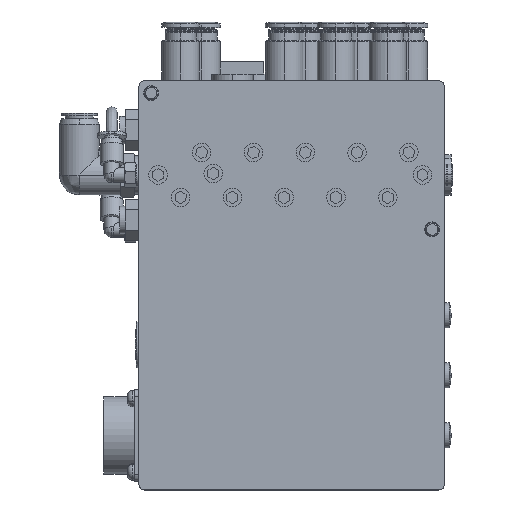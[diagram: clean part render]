
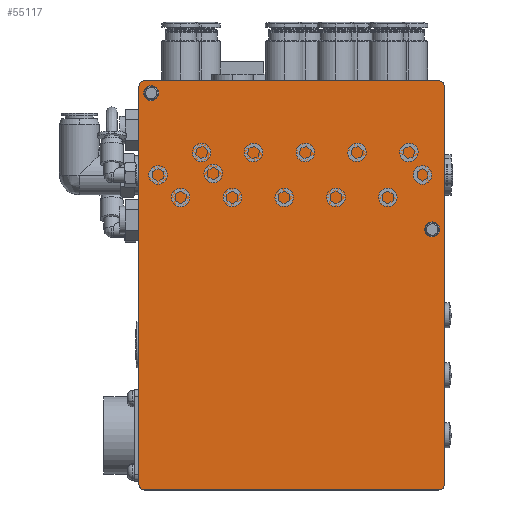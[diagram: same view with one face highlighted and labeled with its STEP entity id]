
A CAD part, top view. The second image highlights one B-rep face of the part: STEP entity #55117.
In plain terms, the highlighted planar face has unit normal (0, 0, 1).
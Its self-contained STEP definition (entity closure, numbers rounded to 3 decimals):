
#879 = AXIS2_PLACEMENT_3D ( 'NONE', #33821, #13046, #34687 ) ;
#1384 = CIRCLE ( 'NONE', #879, 2.75 ) ;
#1474 = VECTOR ( 'NONE', #46285, 1000. ) ;
#2113 = EDGE_CURVE ( 'NONE', #70117, #64750, #1384, .T. ) ;
#3772 = EDGE_CURVE ( 'NONE', #57590, #38374, #69935, .T. ) ;
#4015 = AXIS2_PLACEMENT_3D ( 'NONE', #56996, #13060, #35173 ) ;
#4018 = EDGE_CURVE ( 'NONE', #14987, #13355, #17522, .T. ) ;
#4089 = VERTEX_POINT ( 'NONE', #12418 ) ;
#4157 = CARTESIAN_POINT ( 'NONE',  ( 56., 75., 0. ) ) ;
#4401 = DIRECTION ( 'NONE',  ( 0., 1., 0. ) ) ;
#4871 = DIRECTION ( 'NONE',  ( -1., 0., 0. ) ) ;
#5297 = VERTEX_POINT ( 'NONE', #66722 ) ;
#5317 = CARTESIAN_POINT ( 'NONE',  ( -54., 75., 0. ) ) ;
#5500 = VECTOR ( 'NONE', #65979, 1000. ) ;
#7282 = CARTESIAN_POINT ( 'NONE',  ( -54., 73., 0. ) ) ;
#7381 = AXIS2_PLACEMENT_3D ( 'NONE', #7282, #67799, #13063 ) ;
#8745 = ORIENTED_EDGE ( 'NONE', *, *, #24544, .T. ) ;
#9529 = FACE_BOUND ( 'NONE', #63282, .T. ) ;
#10380 = EDGE_CURVE ( 'NONE', #4089, #5297, #29915, .T. ) ;
#11436 = DIRECTION ( 'NONE',  ( 0., 0., -1. ) ) ;
#12130 = EDGE_CURVE ( 'NONE', #13355, #4089, #46074, .T. ) ;
#12418 = CARTESIAN_POINT ( 'NONE',  ( -56., -73., 0. ) ) ;
#12487 = VECTOR ( 'NONE', #4401, 1000. ) ;
#12972 = FACE_BOUND ( 'NONE', #54102, .T. ) ;
#13046 = DIRECTION ( 'NONE',  ( 0., 0., -1. ) ) ;
#13060 = DIRECTION ( 'NONE',  ( 0., 0., 1. ) ) ;
#13063 = DIRECTION ( 'NONE',  ( 1., 0., 0. ) ) ;
#13355 = VERTEX_POINT ( 'NONE', #56914 ) ;
#14987 = VERTEX_POINT ( 'NONE', #5317 ) ;
#15206 = CARTESIAN_POINT ( 'NONE',  ( -54., -73., 0. ) ) ;
#15316 = DIRECTION ( 'NONE',  ( 0., 0., -1. ) ) ;
#16137 = AXIS2_PLACEMENT_3D ( 'NONE', #24779, #35836, #4871 ) ;
#16584 = CARTESIAN_POINT ( 'NONE',  ( 54., 73., 0. ) ) ;
#16659 = CIRCLE ( 'NONE', #29892, 2.75 ) ;
#17522 = CIRCLE ( 'NONE', #7381, 2. ) ;
#18406 = LINE ( 'NONE', #20569, #58823 ) ;
#18516 = CARTESIAN_POINT ( 'NONE',  ( 54., -75., 0. ) ) ;
#18593 = ORIENTED_EDGE ( 'NONE', *, *, #33494, .T. ) ;
#20066 = CARTESIAN_POINT ( 'NONE',  ( -54.25, 70.5, 0. ) ) ;
#20569 = CARTESIAN_POINT ( 'NONE',  ( -56., 75., 0. ) ) ;
#21217 = DIRECTION ( 'NONE',  ( 0., 0., 1. ) ) ;
#22116 = DIRECTION ( 'NONE',  ( 1., 0., 0. ) ) ;
#22853 = ORIENTED_EDGE ( 'NONE', *, *, #25397, .T. ) ;
#24492 = EDGE_CURVE ( 'NONE', #34817, #36309, #41737, .T. ) ;
#24544 = EDGE_CURVE ( 'NONE', #44260, #34817, #69186, .T. ) ;
#24779 = CARTESIAN_POINT ( 'NONE',  ( 51.5, 20.5, 0. ) ) ;
#25185 = CARTESIAN_POINT ( 'NONE',  ( 54.25, 20.5, 0. ) ) ;
#25397 = EDGE_CURVE ( 'NONE', #64693, #14987, #18406, .T. ) ;
#26263 = DIRECTION ( 'NONE',  ( 0., 0., 1. ) ) ;
#27502 = CARTESIAN_POINT ( 'NONE',  ( -56., -75., 0. ) ) ;
#29629 = PLANE ( 'NONE',  #4015 ) ;
#29892 = AXIS2_PLACEMENT_3D ( 'NONE', #44387, #11436, #49875 ) ;
#29915 = CIRCLE ( 'NONE', #67067, 2. ) ;
#30622 = AXIS2_PLACEMENT_3D ( 'NONE', #48247, #15316, #53750 ) ;
#31526 = CARTESIAN_POINT ( 'NONE',  ( -56., 75., 0. ) ) ;
#33494 = EDGE_CURVE ( 'NONE', #36309, #64693, #46186, .T. ) ;
#33821 = CARTESIAN_POINT ( 'NONE',  ( -51.5, 70.5, 0. ) ) ;
#34687 = DIRECTION ( 'NONE',  ( -1., 0., 0. ) ) ;
#34817 = VERTEX_POINT ( 'NONE', #36239 ) ;
#35173 = DIRECTION ( 'NONE',  ( 1., 0., 0. ) ) ;
#35301 = ORIENTED_EDGE ( 'NONE', *, *, #4018, .T. ) ;
#35752 = ORIENTED_EDGE ( 'NONE', *, *, #62544, .T. ) ;
#35836 = DIRECTION ( 'NONE',  ( 0., 0., -1. ) ) ;
#36239 = CARTESIAN_POINT ( 'NONE',  ( 56., -73., 0. ) ) ;
#36309 = VERTEX_POINT ( 'NONE', #59535 ) ;
#37347 = DIRECTION ( 'NONE',  ( 1., 0., 0. ) ) ;
#37920 = ORIENTED_EDGE ( 'NONE', *, *, #12130, .T. ) ;
#38374 = VERTEX_POINT ( 'NONE', #65925 ) ;
#38709 = EDGE_LOOP ( 'NONE', ( #50838, #18593, #22853, #35301, #37920, #68129, #35752, #8745 ) ) ;
#41737 = LINE ( 'NONE', #4157, #12487 ) ;
#43098 = CARTESIAN_POINT ( 'NONE',  ( -48.75, 70.5, 0. ) ) ;
#44260 = VERTEX_POINT ( 'NONE', #18516 ) ;
#44387 = CARTESIAN_POINT ( 'NONE',  ( 51.5, 20.5, 0. ) ) ;
#46074 = LINE ( 'NONE', #31526, #1474 ) ;
#46186 = CIRCLE ( 'NONE', #50245, 2. ) ;
#46285 = DIRECTION ( 'NONE',  ( 0., -1., 0. ) ) ;
#48247 = CARTESIAN_POINT ( 'NONE',  ( -51.5, 70.5, 0. ) ) ;
#48437 = AXIS2_PLACEMENT_3D ( 'NONE', #54108, #21217, #59669 ) ;
#49875 = DIRECTION ( 'NONE',  ( -1., 0., 0. ) ) ;
#49952 = ORIENTED_EDGE ( 'NONE', *, *, #3772, .T. ) ;
#50245 = AXIS2_PLACEMENT_3D ( 'NONE', #16584, #54973, #22116 ) ;
#50838 = ORIENTED_EDGE ( 'NONE', *, *, #24492, .T. ) ;
#51416 = ORIENTED_EDGE ( 'NONE', *, *, #57846, .T. ) ;
#51654 = FACE_OUTER_BOUND ( 'NONE', #38709, .T. ) ;
#53750 = DIRECTION ( 'NONE',  ( -1., 0., 0. ) ) ;
#54102 = EDGE_LOOP ( 'NONE', ( #51416, #49952 ) ) ;
#54108 = CARTESIAN_POINT ( 'NONE',  ( 54., -73., 0. ) ) ;
#54973 = DIRECTION ( 'NONE',  ( 0., 0., 1. ) ) ;
#55117 = ADVANCED_FACE ( 'NONE', ( #9529, #12972, #51654 ), #29629, .T. ) ;
#55265 = CIRCLE ( 'NONE', #30622, 2.75 ) ;
#55755 = ORIENTED_EDGE ( 'NONE', *, *, #64346, .T. ) ;
#56914 = CARTESIAN_POINT ( 'NONE',  ( -56., 73., 0. ) ) ;
#56996 = CARTESIAN_POINT ( 'NONE',  ( -56., -75., 0. ) ) ;
#57590 = VERTEX_POINT ( 'NONE', #25185 ) ;
#57846 = EDGE_CURVE ( 'NONE', #38374, #57590, #16659, .T. ) ;
#58027 = CARTESIAN_POINT ( 'NONE',  ( 54., 75., 0. ) ) ;
#58823 = VECTOR ( 'NONE', #59003, 1000. ) ;
#59003 = DIRECTION ( 'NONE',  ( -1., 0., 0. ) ) ;
#59535 = CARTESIAN_POINT ( 'NONE',  ( 56., 73., 0. ) ) ;
#59669 = DIRECTION ( 'NONE',  ( 1., 0., 0. ) ) ;
#62270 = LINE ( 'NONE', #27502, #5500 ) ;
#62544 = EDGE_CURVE ( 'NONE', #5297, #44260, #62270, .T. ) ;
#63282 = EDGE_LOOP ( 'NONE', ( #55755, #67800 ) ) ;
#64346 = EDGE_CURVE ( 'NONE', #64750, #70117, #55265, .T. ) ;
#64693 = VERTEX_POINT ( 'NONE', #58027 ) ;
#64750 = VERTEX_POINT ( 'NONE', #20066 ) ;
#65925 = CARTESIAN_POINT ( 'NONE',  ( 48.75, 20.5, 0. ) ) ;
#65979 = DIRECTION ( 'NONE',  ( 1., 0., 0. ) ) ;
#66722 = CARTESIAN_POINT ( 'NONE',  ( -54., -75., 0. ) ) ;
#67067 = AXIS2_PLACEMENT_3D ( 'NONE', #15206, #26263, #37347 ) ;
#67799 = DIRECTION ( 'NONE',  ( 0., 0., 1. ) ) ;
#67800 = ORIENTED_EDGE ( 'NONE', *, *, #2113, .T. ) ;
#68129 = ORIENTED_EDGE ( 'NONE', *, *, #10380, .T. ) ;
#69186 = CIRCLE ( 'NONE', #48437, 2. ) ;
#69935 = CIRCLE ( 'NONE', #16137, 2.75 ) ;
#70117 = VERTEX_POINT ( 'NONE', #43098 ) ;
